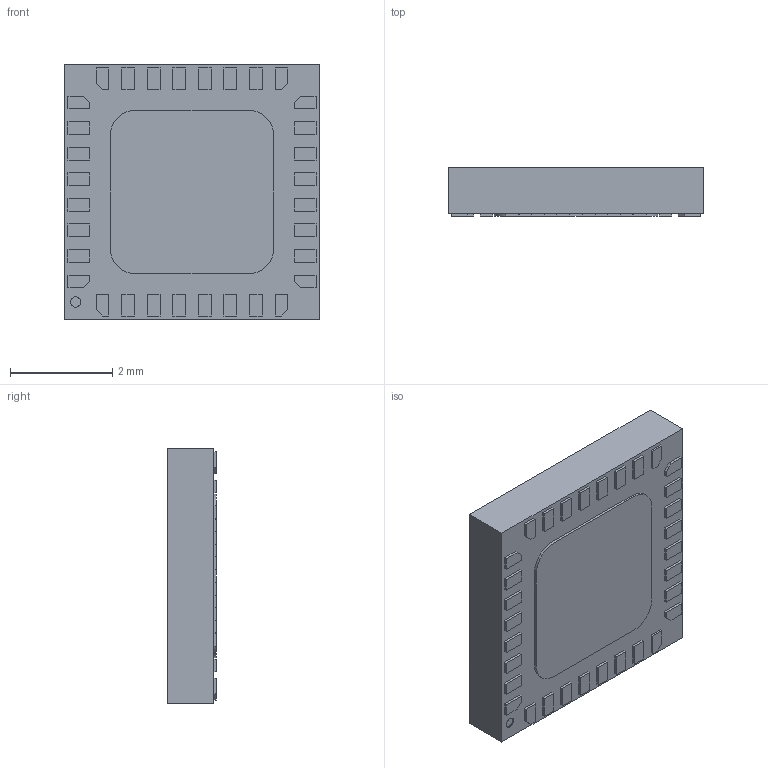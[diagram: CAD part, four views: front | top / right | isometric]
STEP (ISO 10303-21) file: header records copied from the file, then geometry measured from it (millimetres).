
FILE_DESCRIPTION (( 'STEP AP214' ), '1' );
FILE_NAME ('FT232RQ.STEP', '2018-05-03T14:52:07', ( '' ), ( '' ), 'SwSTEP 2.0', 'SolidWorks 2017', '' );
FILE_SCHEMA (( 'AUTOMOTIVE_DESIGN' ));
Length unit declared in the file: millimetre
Products named in the file (1): FT232RQ
Bounding box: 5 x 0.95 x 5 mm (x, y, z)
Volume: 23.1 mm3; surface area: 71.5 mm2
Topology: 1 solids, 1 shells, 352 faces, 894 edges, 596 vertices
Faces by surface type: plane 280, bspline 64, cylinder 8
Entity records: 17516 total; most frequent: CARTESIAN_POINT 5507, ORIENTED_EDGE 1788, DIRECTION 1360, EDGE_CURVE 894, VECTOR 750, LINE 750, VERTEX_POINT 596, EDGE_LOOP 404
